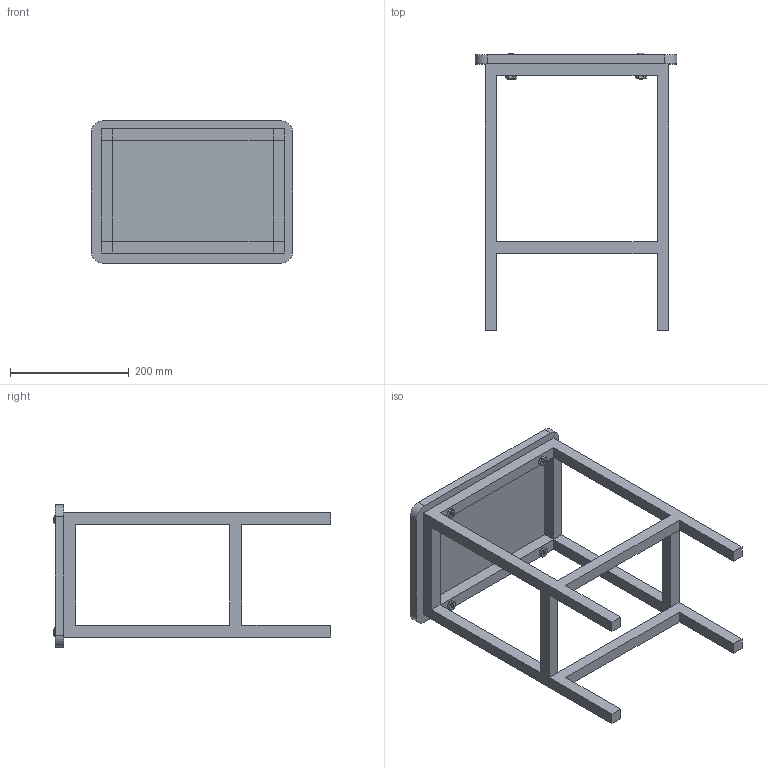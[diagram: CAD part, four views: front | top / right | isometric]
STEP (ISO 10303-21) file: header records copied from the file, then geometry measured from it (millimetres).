
FILE_DESCRIPTION (( 'STEP AP214' ), '1' );
FILE_NAME ('脾赽.STEP', '2025-01-17T18:40:17', ( '' ), ( '' ), 'SwSTEP 2.0', 'SolidWorks 2025', '' );
FILE_SCHEMA (( 'AUTOMOTIVE_DESIGN' ));
Length unit declared in the file: millimetre
Products named in the file (5): 螺母; 木板; 螺丝; 支架; 凳子
Assembly tree (10 placements, depth 2):
  凳子
    木板
    螺丝  x4
    支架
    螺母  x4
Bounding box: 340 x 468.05 x 240 mm (x, y, z)
Volume: 2641953.9 mm3; surface area: 468176.6 mm2
Topology: 10 solids, 10 shells, 187 faces, 424 edges, 256 vertices
Faces by surface type: plane 87, cone 64, cylinder 28, bspline 8
Entity records: 2940 total; most frequent: CARTESIAN_POINT 635, DIRECTION 444, ORIENTED_EDGE 440, EDGE_CURVE 220, AXIS2_PLACEMENT_3D 151, VECTOR 142, LINE 142, VERTEX_POINT 136
